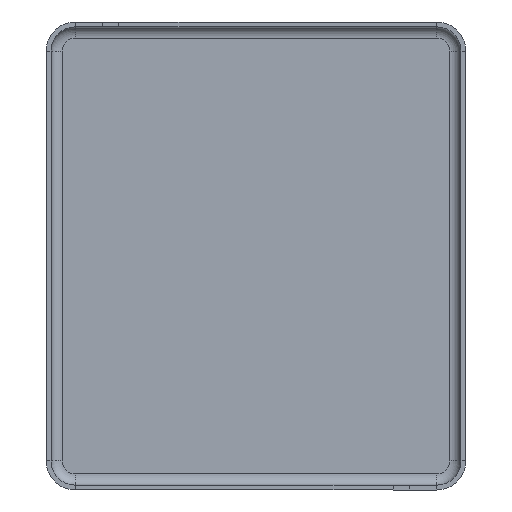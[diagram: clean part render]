
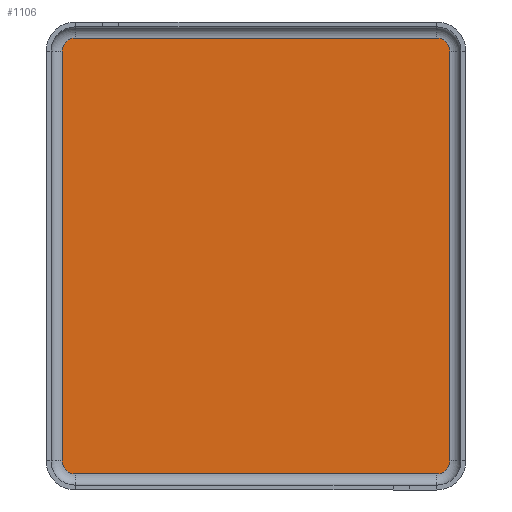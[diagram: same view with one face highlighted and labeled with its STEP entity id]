
A CAD part, front view. The second image highlights one B-rep face of the part: STEP entity #1106.
In plain terms, the highlighted planar face has unit normal (0, -1, 0).
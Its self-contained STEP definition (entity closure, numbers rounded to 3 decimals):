
#5 = CIRCLE ( 'NONE', #789, 0.8 ) ;
#26 = EDGE_LOOP ( 'NONE', ( #1019, #1345, #1436, #1380, #235, #580, #170, #793 ) ) ;
#38 = CARTESIAN_POINT ( 'NONE',  ( -12., -0.3, 12.7 ) ) ;
#79 = DIRECTION ( 'NONE',  ( 0., 1., 0. ) ) ;
#94 = CARTESIAN_POINT ( 'NONE',  ( 11.2, -0.3, 12.7 ) ) ;
#127 = DIRECTION ( 'NONE',  ( 0., 0., -1. ) ) ;
#140 = CARTESIAN_POINT ( 'NONE',  ( -12., -0.3, -12.7 ) ) ;
#143 = LINE ( 'NONE', #1154, #855 ) ;
#170 = ORIENTED_EDGE ( 'NONE', *, *, #257, .F. ) ;
#194 = CARTESIAN_POINT ( 'NONE',  ( -11.2, -0.3, 12.7 ) ) ;
#200 = PLANE ( 'NONE',  #530 ) ;
#235 = ORIENTED_EDGE ( 'NONE', *, *, #1330, .F. ) ;
#257 = EDGE_CURVE ( 'NONE', #1435, #290, #282, .T. ) ;
#263 = DIRECTION ( 'NONE',  ( 0., 0., 1. ) ) ;
#282 = CIRCLE ( 'NONE', #1300, 0.8 ) ;
#290 = VERTEX_POINT ( 'NONE', #316 ) ;
#310 = DIRECTION ( 'NONE',  ( 0., -1., 0. ) ) ;
#316 = CARTESIAN_POINT ( 'NONE',  ( 11.2, -0.3, -13.5 ) ) ;
#333 = VECTOR ( 'NONE', #1268, 1000. ) ;
#342 = CARTESIAN_POINT ( 'NONE',  ( -12., -0.3, -12.7 ) ) ;
#354 = EDGE_CURVE ( 'NONE', #1222, #497, #1034, .T. ) ;
#382 = DIRECTION ( 'NONE',  ( 0., 1., 0. ) ) ;
#417 = DIRECTION ( 'NONE',  ( 0., 0., -1. ) ) ;
#422 = CARTESIAN_POINT ( 'NONE',  ( 11.2, -0.3, 13.5 ) ) ;
#436 = LINE ( 'NONE', #1118, #1441 ) ;
#447 = CIRCLE ( 'NONE', #1215, 0.8 ) ;
#482 = CARTESIAN_POINT ( 'NONE',  ( -11.2, -0.3, 13.5 ) ) ;
#487 = CARTESIAN_POINT ( 'NONE',  ( -11.2, -0.3, -13.5 ) ) ;
#497 = VERTEX_POINT ( 'NONE', #38 ) ;
#530 = AXIS2_PLACEMENT_3D ( 'NONE', #94, #310, #417 ) ;
#580 = ORIENTED_EDGE ( 'NONE', *, *, #899, .F. ) ;
#605 = EDGE_CURVE ( 'NONE', #1043, #723, #5, .T. ) ;
#642 = DIRECTION ( 'NONE',  ( 0., 0., 1. ) ) ;
#717 = CARTESIAN_POINT ( 'NONE',  ( 12., -0.3, 12.7 ) ) ;
#723 = VERTEX_POINT ( 'NONE', #717 ) ;
#789 = AXIS2_PLACEMENT_3D ( 'NONE', #1153, #382, #1278 ) ;
#793 = ORIENTED_EDGE ( 'NONE', *, *, #1212, .F. ) ;
#816 = CARTESIAN_POINT ( 'NONE',  ( -11.2, -0.3, -12.7 ) ) ;
#851 = CARTESIAN_POINT ( 'NONE',  ( 12., -0.3, -12.7 ) ) ;
#855 = VECTOR ( 'NONE', #933, 1000. ) ;
#899 = EDGE_CURVE ( 'NONE', #290, #1311, #1180, .T. ) ;
#917 = DIRECTION ( 'NONE',  ( 0., 1., 0. ) ) ;
#922 = AXIS2_PLACEMENT_3D ( 'NONE', #816, #917, #263 ) ;
#933 = DIRECTION ( 'NONE',  ( 1., 0., 0. ) ) ;
#956 = CARTESIAN_POINT ( 'NONE',  ( 11.2, -0.3, -13.5 ) ) ;
#1019 = ORIENTED_EDGE ( 'NONE', *, *, #605, .F. ) ;
#1028 = CIRCLE ( 'NONE', #922, 0.8 ) ;
#1034 = LINE ( 'NONE', #342, #1429 ) ;
#1043 = VERTEX_POINT ( 'NONE', #422 ) ;
#1098 = FACE_OUTER_BOUND ( 'NONE', #26, .T. ) ;
#1106 = ADVANCED_FACE ( 'NONE', ( #1098 ), #200, .T. ) ;
#1118 = CARTESIAN_POINT ( 'NONE',  ( 12., -0.3, 12.7 ) ) ;
#1153 = CARTESIAN_POINT ( 'NONE',  ( 11.2, -0.3, 12.7 ) ) ;
#1154 = CARTESIAN_POINT ( 'NONE',  ( -11.2, -0.3, 13.5 ) ) ;
#1180 = LINE ( 'NONE', #956, #333 ) ;
#1187 = DIRECTION ( 'NONE',  ( 0., 1., 0. ) ) ;
#1212 = EDGE_CURVE ( 'NONE', #723, #1435, #436, .T. ) ;
#1215 = AXIS2_PLACEMENT_3D ( 'NONE', #194, #79, #1279 ) ;
#1221 = DIRECTION ( 'NONE',  ( 0., 0., 1. ) ) ;
#1222 = VERTEX_POINT ( 'NONE', #140 ) ;
#1268 = DIRECTION ( 'NONE',  ( -1., 0., 0. ) ) ;
#1278 = DIRECTION ( 'NONE',  ( 0., 0., 1. ) ) ;
#1279 = DIRECTION ( 'NONE',  ( 0., 0., 1. ) ) ;
#1281 = EDGE_CURVE ( 'NONE', #1297, #1043, #143, .T. ) ;
#1297 = VERTEX_POINT ( 'NONE', #482 ) ;
#1300 = AXIS2_PLACEMENT_3D ( 'NONE', #1322, #1187, #642 ) ;
#1311 = VERTEX_POINT ( 'NONE', #487 ) ;
#1322 = CARTESIAN_POINT ( 'NONE',  ( 11.2, -0.3, -12.7 ) ) ;
#1330 = EDGE_CURVE ( 'NONE', #1311, #1222, #1028, .T. ) ;
#1345 = ORIENTED_EDGE ( 'NONE', *, *, #1281, .F. ) ;
#1380 = ORIENTED_EDGE ( 'NONE', *, *, #354, .F. ) ;
#1403 = EDGE_CURVE ( 'NONE', #497, #1297, #447, .T. ) ;
#1429 = VECTOR ( 'NONE', #1221, 1000. ) ;
#1435 = VERTEX_POINT ( 'NONE', #851 ) ;
#1436 = ORIENTED_EDGE ( 'NONE', *, *, #1403, .F. ) ;
#1441 = VECTOR ( 'NONE', #127, 1000. ) ;
